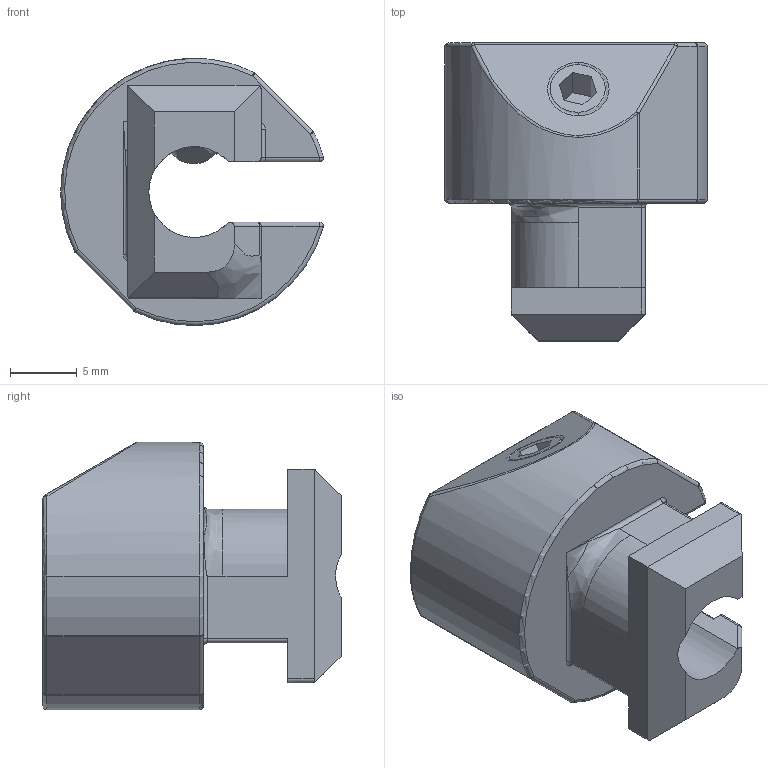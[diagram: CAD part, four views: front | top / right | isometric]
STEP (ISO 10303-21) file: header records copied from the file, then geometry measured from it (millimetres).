
FILE_DESCRIPTION (( 'STEP AP214' ), '1' );
FILE_NAME ('Äåðæàòåëü äëÿ ñåòêè (â ñáîðå).STEP', '2025-08-11T12:23:14', ( '' ), ( '' ), 'SwSTEP 2.0', 'SolidWorks 2021', '' );
FILE_SCHEMA (( 'AUTOMOTIVE_DESIGN' ));
Length unit declared in the file: millimetre
Products named in the file (4): AL-6.41.10.06.01 Äåðæàòåëü äëÿ ñåòêè Ïàç10_Alumica_rez_Apr-18-213411-2022_Conflict; Âèíò (äëÿ ÷åðòåæà); Äåðæàòåëü äëÿ ñåòêè (â ñáîðå); AL-6.41.08.01 Êðåïëåíèå äëÿ ñåòêè Ïàç 8 - âèíò1
Assembly tree (3 placements, depth 3):
  Äåðæàòåëü äëÿ ñåòêè (â ñáîðå)
    AL-6.41.10.06.01 Äåðæàòåëü äëÿ ñåòêè Ïàç10_Alumica_rez_Apr-18-213411-2022_Conflict
    Âèíò (äëÿ ÷åðòåæà)
      AL-6.41.08.01 Êðåïëåíèå äëÿ ñåòêè Ïàç 8 - âèíò1
Bounding box: 19.66 x 22.3 x 20 mm (x, y, z)
Volume: 3452 mm3; surface area: 2364.6 mm2
Topology: 2 solids, 2 shells, 132 faces, 320 edges, 187 vertices
Faces by surface type: cylinder 53, plane 33, sphere 19, torus 13, bspline 9, cone 5
Entity records: 6091 total; most frequent: CARTESIAN_POINT 3024, ORIENTED_EDGE 628, DIRECTION 619, EDGE_CURVE 314, AXIS2_PLACEMENT_3D 244, VERTEX_POINT 187, EDGE_LOOP 135, FACE_OUTER_BOUND 132
